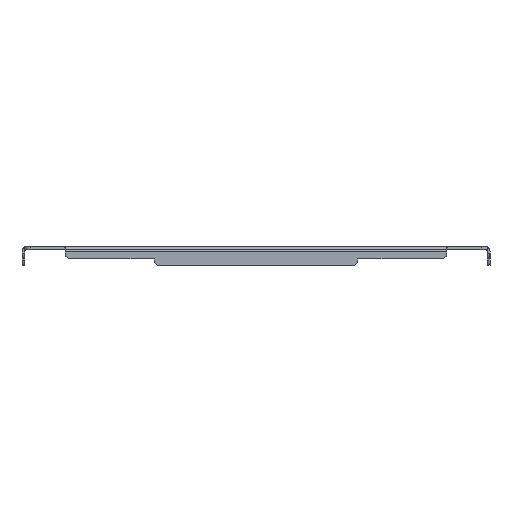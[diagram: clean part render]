
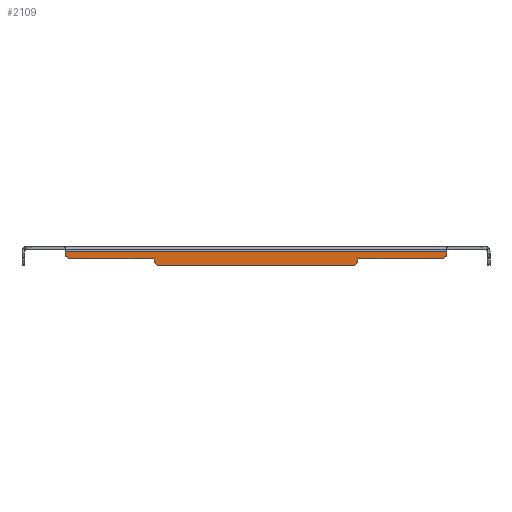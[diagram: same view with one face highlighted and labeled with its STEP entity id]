
A CAD part, front view. The second image highlights one B-rep face of the part: STEP entity #2109.
In plain terms, the highlighted planar face has unit normal (0, -1, 0).
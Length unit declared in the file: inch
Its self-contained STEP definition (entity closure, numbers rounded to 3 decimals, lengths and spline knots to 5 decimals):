
#24 = VECTOR ( 'NONE', #3316, 39.37008 ) ;
#43 = CARTESIAN_POINT ( 'NONE',  ( 8.84375, -29.96875, -0.237 ) ) ;
#47 = LINE ( 'NONE', #1387, #2967 ) ;
#56 = ORIENTED_EDGE ( 'NONE', *, *, #2876, .F. ) ;
#127 = LINE ( 'NONE', #2331, #24 ) ;
#128 = VERTEX_POINT ( 'NONE', #2093 ) ;
#131 = DIRECTION ( 'NONE',  ( 0., 1., 0. ) ) ;
#190 = VERTEX_POINT ( 'NONE', #619 ) ;
#194 = DIRECTION ( 'NONE',  ( -1., 0., 0. ) ) ;
#272 = EDGE_CURVE ( 'NONE', #2108, #1934, #3775, .T. ) ;
#281 = VERTEX_POINT ( 'NONE', #3204 ) ;
#294 = VERTEX_POINT ( 'NONE', #2166 ) ;
#313 = AXIS2_PLACEMENT_3D ( 'NONE', #2925, #1697, #3260 ) ;
#338 = EDGE_CURVE ( 'NONE', #294, #128, #127, .T. ) ;
#374 = VECTOR ( 'NONE', #194, 39.37008 ) ;
#424 = ORIENTED_EDGE ( 'NONE', *, *, #2322, .F. ) ;
#445 = AXIS2_PLACEMENT_3D ( 'NONE', #1155, #3464, #605 ) ;
#601 = DIRECTION ( 'NONE',  ( 0., 0., 1. ) ) ;
#605 = DIRECTION ( 'NONE',  ( 0., 0., -1. ) ) ;
#619 = CARTESIAN_POINT ( 'NONE',  ( -4.46875, -29.96875, -0.875 ) ) ;
#658 = VERTEX_POINT ( 'NONE', #1621 ) ;
#707 = CIRCLE ( 'NONE', #1839, 0.25 ) ;
#970 = LINE ( 'NONE', #1874, #975 ) ;
#975 = VECTOR ( 'NONE', #4139, 39.37008 ) ;
#1021 = ORIENTED_EDGE ( 'NONE', *, *, #1773, .T. ) ;
#1044 = AXIS2_PLACEMENT_3D ( 'NONE', #3267, #1329, #2888 ) ;
#1054 = VERTEX_POINT ( 'NONE', #1368 ) ;
#1116 = CIRCLE ( 'NONE', #1044, 0.25 ) ;
#1139 = ORIENTED_EDGE ( 'NONE', *, *, #1508, .F. ) ;
#1155 = CARTESIAN_POINT ( 'NONE',  ( -10.71875, -29.96875, 0. ) ) ;
#1173 = CARTESIAN_POINT ( 'NONE',  ( 8.84375, -29.96875, -0.556 ) ) ;
#1295 = CARTESIAN_POINT ( 'NONE',  ( -8.84375, -29.96875, -0.556 ) ) ;
#1329 = DIRECTION ( 'NONE',  ( 0., 1., 0. ) ) ;
#1354 = CARTESIAN_POINT ( 'NONE',  ( -6.78125, -29.96875, -0.5625 ) ) ;
#1356 = LINE ( 'NONE', #43, #2904 ) ;
#1368 = CARTESIAN_POINT ( 'NONE',  ( 8.84375, -29.96875, -0.237 ) ) ;
#1373 = ORIENTED_EDGE ( 'NONE', *, *, #3009, .F. ) ;
#1387 = CARTESIAN_POINT ( 'NONE',  ( 0., -29.96875, -0.875 ) ) ;
#1392 = ORIENTED_EDGE ( 'NONE', *, *, #338, .T. ) ;
#1436 = LINE ( 'NONE', #1354, #374 ) ;
#1508 = EDGE_CURVE ( 'NONE', #3321, #3945, #1967, .T. ) ;
#1545 = FACE_OUTER_BOUND ( 'NONE', #1821, .T. ) ;
#1621 = CARTESIAN_POINT ( 'NONE',  ( 8.84375, -29.96875, -0.3125 ) ) ;
#1671 = DIRECTION ( 'NONE',  ( 1., 0., 0. ) ) ;
#1697 = DIRECTION ( 'NONE',  ( 0., 1., 0. ) ) ;
#1708 = ORIENTED_EDGE ( 'NONE', *, *, #2122, .F. ) ;
#1756 = VECTOR ( 'NONE', #601, 39.37008 ) ;
#1771 = CARTESIAN_POINT ( 'NONE',  ( 8.59375, -29.96875, -0.5625 ) ) ;
#1773 = EDGE_CURVE ( 'NONE', #1934, #2953, #970, .T. ) ;
#1801 = CARTESIAN_POINT ( 'NONE',  ( 4.71875, -29.96875, -0.625 ) ) ;
#1818 = EDGE_CURVE ( 'NONE', #190, #128, #1116, .T. ) ;
#1821 = EDGE_LOOP ( 'NONE', ( #1021, #3331, #1708, #2044, #1139, #2355, #56, #1392, #2848, #424, #1373, #2655 ) ) ;
#1839 = AXIS2_PLACEMENT_3D ( 'NONE', #3558, #2631, #2301 ) ;
#1874 = CARTESIAN_POINT ( 'NONE',  ( 6.78125, -29.96875, -0.5625 ) ) ;
#1882 = DIRECTION ( 'NONE',  ( 0., 0., -1. ) ) ;
#1914 = AXIS2_PLACEMENT_3D ( 'NONE', #3659, #131, #4017 ) ;
#1924 = CARTESIAN_POINT ( 'NONE',  ( -8.59375, -29.96875, -0.5625 ) ) ;
#1934 = VERTEX_POINT ( 'NONE', #3651 ) ;
#1967 = LINE ( 'NONE', #1295, #2909 ) ;
#2044 = ORIENTED_EDGE ( 'NONE', *, *, #3109, .F. ) ;
#2093 = CARTESIAN_POINT ( 'NONE',  ( -4.71875, -29.96875, -0.625 ) ) ;
#2108 = VERTEX_POINT ( 'NONE', #1801 ) ;
#2109 = ADVANCED_FACE ( 'NONE', ( #1545 ), #3131, .T. ) ;
#2122 = EDGE_CURVE ( 'NONE', #1054, #658, #2154, .T. ) ;
#2154 = LINE ( 'NONE', #1173, #3309 ) ;
#2166 = CARTESIAN_POINT ( 'NONE',  ( -4.71875, -29.96875, -0.5625 ) ) ;
#2258 = CARTESIAN_POINT ( 'NONE',  ( -8.84375, -29.96875, -0.237 ) ) ;
#2292 = DIRECTION ( 'NONE',  ( 0., 0., 1. ) ) ;
#2301 = DIRECTION ( 'NONE',  ( 0., 0., -1. ) ) ;
#2322 = EDGE_CURVE ( 'NONE', #281, #190, #47, .T. ) ;
#2331 = CARTESIAN_POINT ( 'NONE',  ( -4.71875, -29.96875, 0. ) ) ;
#2355 = ORIENTED_EDGE ( 'NONE', *, *, #4080, .F. ) ;
#2497 = CARTESIAN_POINT ( 'NONE',  ( 4.71875, -29.96875, 0. ) ) ;
#2631 = DIRECTION ( 'NONE',  ( 0., 1., 0. ) ) ;
#2644 = CIRCLE ( 'NONE', #313, 0.25 ) ;
#2655 = ORIENTED_EDGE ( 'NONE', *, *, #272, .T. ) ;
#2702 = VERTEX_POINT ( 'NONE', #1924 ) ;
#2848 = ORIENTED_EDGE ( 'NONE', *, *, #1818, .F. ) ;
#2876 = EDGE_CURVE ( 'NONE', #294, #2702, #1436, .T. ) ;
#2888 = DIRECTION ( 'NONE',  ( 0., 0., -1. ) ) ;
#2904 = VECTOR ( 'NONE', #1671, 39.37008 ) ;
#2909 = VECTOR ( 'NONE', #2292, 39.37008 ) ;
#2925 = CARTESIAN_POINT ( 'NONE',  ( -8.59375, -29.96875, -0.3125 ) ) ;
#2953 = VERTEX_POINT ( 'NONE', #1771 ) ;
#2967 = VECTOR ( 'NONE', #3958, 39.37008 ) ;
#3009 = EDGE_CURVE ( 'NONE', #2108, #281, #707, .T. ) ;
#3050 = CARTESIAN_POINT ( 'NONE',  ( -8.84375, -29.96875, -0.3125 ) ) ;
#3109 = EDGE_CURVE ( 'NONE', #3945, #1054, #1356, .T. ) ;
#3131 = PLANE ( 'NONE',  #445 ) ;
#3204 = CARTESIAN_POINT ( 'NONE',  ( 4.46875, -29.96875, -0.875 ) ) ;
#3260 = DIRECTION ( 'NONE',  ( 0., 0., -1. ) ) ;
#3267 = CARTESIAN_POINT ( 'NONE',  ( -4.46875, -29.96875, -0.625 ) ) ;
#3309 = VECTOR ( 'NONE', #1882, 39.37008 ) ;
#3316 = DIRECTION ( 'NONE',  ( 0., 0., -1. ) ) ;
#3321 = VERTEX_POINT ( 'NONE', #3050 ) ;
#3331 = ORIENTED_EDGE ( 'NONE', *, *, #3701, .F. ) ;
#3464 = DIRECTION ( 'NONE',  ( 0., -1., 0. ) ) ;
#3558 = CARTESIAN_POINT ( 'NONE',  ( 4.46875, -29.96875, -0.625 ) ) ;
#3651 = CARTESIAN_POINT ( 'NONE',  ( 4.71875, -29.96875, -0.5625 ) ) ;
#3659 = CARTESIAN_POINT ( 'NONE',  ( 8.59375, -29.96875, -0.3125 ) ) ;
#3701 = EDGE_CURVE ( 'NONE', #658, #2953, #4123, .T. ) ;
#3775 = LINE ( 'NONE', #2497, #1756 ) ;
#3945 = VERTEX_POINT ( 'NONE', #2258 ) ;
#3958 = DIRECTION ( 'NONE',  ( -1., 0., 0. ) ) ;
#4017 = DIRECTION ( 'NONE',  ( 0., 0., -1. ) ) ;
#4080 = EDGE_CURVE ( 'NONE', #2702, #3321, #2644, .T. ) ;
#4123 = CIRCLE ( 'NONE', #1914, 0.25 ) ;
#4139 = DIRECTION ( 'NONE',  ( 1., 0., 0. ) ) ;
